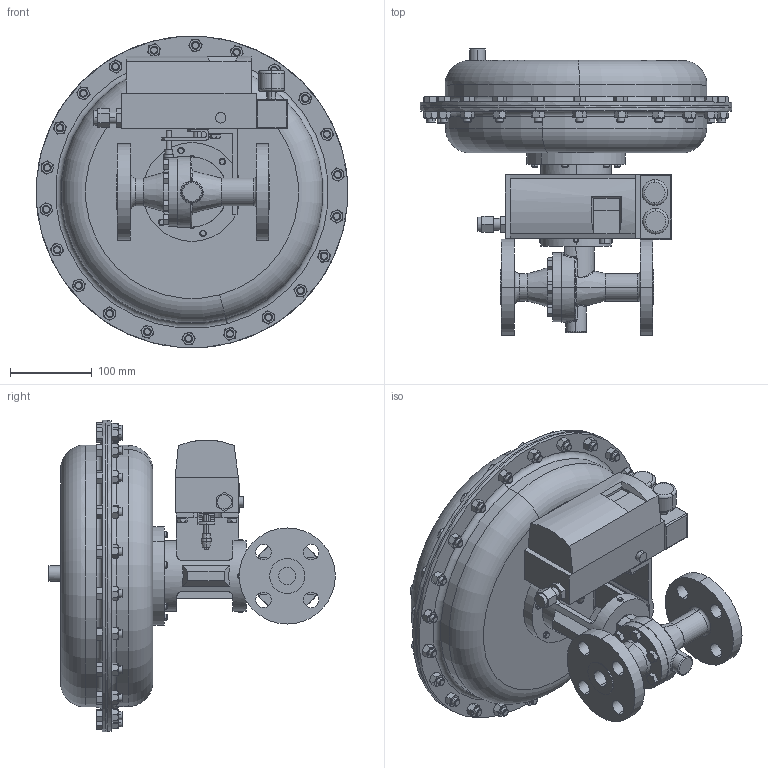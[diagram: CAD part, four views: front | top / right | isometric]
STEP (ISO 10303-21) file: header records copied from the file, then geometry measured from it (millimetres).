
FILE_DESCRIPTION (( 'STEP AP203' ), '1' );
FILE_NAME ('70SP-075-CS+S6-I3-85M-16IQ.STEP', '2017-09-11T14:50:32', ( '' ), ( '' ), 'SwSTEP 2.0', 'SolidWorks 2014', '' );
FILE_SCHEMA (( 'CONFIG_CONTROL_DESIGN' ));
Length unit declared in the file: inch
Products named in the file (1): 70SP-075-CS+S6-I3-85M-16IQ
Bounding box: 380.96 x 350.3 x 380.89 mm (x, y, z)
Volume: 11428155.6 mm3; surface area: 576529.7 mm2
Topology: 1 solids, 1 shells, 1304 faces, 2963 edges, 1770 vertices
Faces by surface type: plane 527, cone 516, cylinder 204, torus 38, bspline 13, sphere 6
Entity records: 41075 total; most frequent: CARTESIAN_POINT 13087, ORIENTED_EDGE 5918, DIRECTION 5561, EDGE_CURVE 2959, AXIS2_PLACEMENT_3D 2272, VERTEX_POINT 1770, EDGE_LOOP 1437, FACE_OUTER_BOUND 1304
